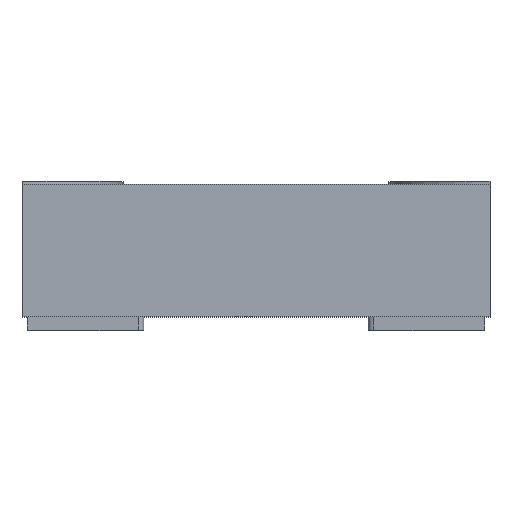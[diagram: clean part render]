
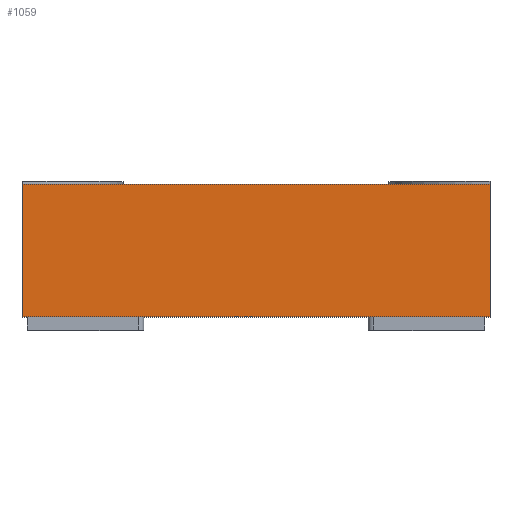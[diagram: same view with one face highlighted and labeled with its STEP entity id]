
A CAD part, top view. The second image highlights one B-rep face of the part: STEP entity #1059.
In plain terms, the highlighted planar face has unit normal (0, 0, 1).
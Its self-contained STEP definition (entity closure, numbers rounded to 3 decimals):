
#20 = CARTESIAN_POINT ( 'NONE',  ( 0.865, 0.05, 0.465 ) ) ;
#42 = DIRECTION ( 'NONE',  ( -1., 0., 0. ) ) ;
#84 = LINE ( 'NONE', #454, #671 ) ;
#138 = ORIENTED_EDGE ( 'NONE', *, *, #977, .F. ) ;
#183 = EDGE_CURVE ( 'NONE', #543, #1000, #506, .T. ) ;
#190 = DIRECTION ( 'NONE',  ( 1., 0., 0. ) ) ;
#199 = VECTOR ( 'NONE', #42, 1000. ) ;
#219 = CARTESIAN_POINT ( 'NONE',  ( -0.865, 0.55, 0.465 ) ) ;
#306 = ORIENTED_EDGE ( 'NONE', *, *, #886, .F. ) ;
#324 = CARTESIAN_POINT ( 'NONE',  ( -0.865, 0.55, 0.465 ) ) ;
#334 = AXIS2_PLACEMENT_3D ( 'NONE', #324, #694, #1051 ) ;
#354 = VERTEX_POINT ( 'NONE', #729 ) ;
#440 = ORIENTED_EDGE ( 'NONE', *, *, #183, .F. ) ;
#454 = CARTESIAN_POINT ( 'NONE',  ( 0.865, 0.55, 0.465 ) ) ;
#490 = VECTOR ( 'NONE', #190, 1000. ) ;
#506 = LINE ( 'NONE', #873, #199 ) ;
#535 = VECTOR ( 'NONE', #593, 1000. ) ;
#543 = VERTEX_POINT ( 'NONE', #20 ) ;
#551 = CARTESIAN_POINT ( 'NONE',  ( -0.865, 0.54, 0.465 ) ) ;
#593 = DIRECTION ( 'NONE',  ( 0., -1., 0. ) ) ;
#605 = EDGE_LOOP ( 'NONE', ( #440, #306, #138, #634 ) ) ;
#634 = ORIENTED_EDGE ( 'NONE', *, *, #1032, .T. ) ;
#656 = LINE ( 'NONE', #1020, #490 ) ;
#671 = VECTOR ( 'NONE', #822, 1000. ) ;
#694 = DIRECTION ( 'NONE',  ( 0., 0., -1. ) ) ;
#729 = CARTESIAN_POINT ( 'NONE',  ( 0.865, 0.54, 0.465 ) ) ;
#780 = FACE_OUTER_BOUND ( 'NONE', #605, .T. ) ;
#822 = DIRECTION ( 'NONE',  ( 0., -1., 0. ) ) ;
#871 = VERTEX_POINT ( 'NONE', #551 ) ;
#873 = CARTESIAN_POINT ( 'NONE',  ( -0.865, 0.05, 0.465 ) ) ;
#886 = EDGE_CURVE ( 'NONE', #354, #543, #84, .T. ) ;
#977 = EDGE_CURVE ( 'NONE', #871, #354, #656, .T. ) ;
#1000 = VERTEX_POINT ( 'NONE', #1110 ) ;
#1020 = CARTESIAN_POINT ( 'NONE',  ( -0.865, 0.54, 0.465 ) ) ;
#1032 = EDGE_CURVE ( 'NONE', #871, #1000, #1045, .T. ) ;
#1045 = LINE ( 'NONE', #219, #535 ) ;
#1051 = DIRECTION ( 'NONE',  ( 0., -1., 0. ) ) ;
#1059 = ADVANCED_FACE ( 'NONE', ( #780 ), #1137, .F. ) ;
#1110 = CARTESIAN_POINT ( 'NONE',  ( -0.865, 0.05, 0.465 ) ) ;
#1137 = PLANE ( 'NONE',  #334 ) ;
